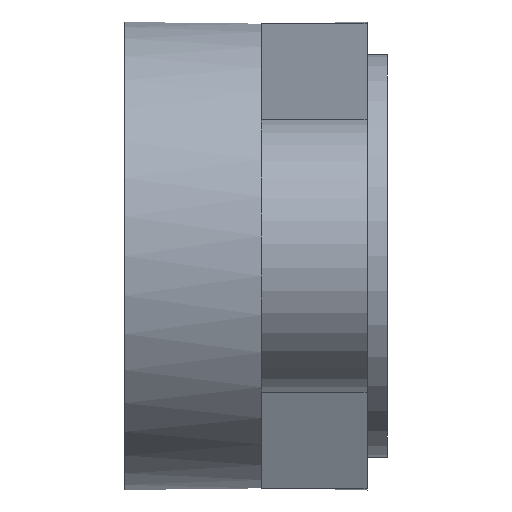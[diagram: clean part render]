
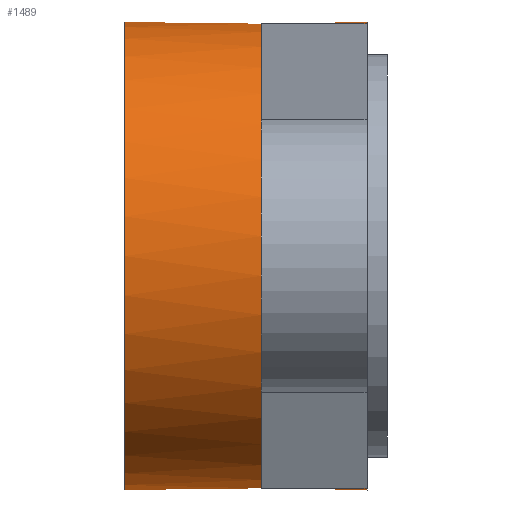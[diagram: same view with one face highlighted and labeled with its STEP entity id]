
A CAD part, left-side view. The second image highlights one B-rep face of the part: STEP entity #1489.
In plain terms, the highlighted cylindrical face has radius 4.394 mm (diameter 8.788 mm), a full revolution.
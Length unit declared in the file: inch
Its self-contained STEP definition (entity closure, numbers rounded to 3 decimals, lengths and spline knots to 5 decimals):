
#77=LINE($,#2151,#241);
#80=LINE($,#2156,#244);
#81=LINE($,#2159,#245);
#86=LINE($,#2170,#250);
#241=VECTOR($,#1725,0.078);
#244=VECTOR($,#1732,0.078);
#245=VECTOR($,#1735,0.078);
#250=VECTOR($,#1746,0.078);
#440=FACE_BOUND($,#603,.T.);
#507=FACE_OUTER_BOUND($,#602,.T.);
#602=EDGE_LOOP($,(#1278,#1279,#1280,#1281,#1282,#1283,#1284,#1285));
#603=EDGE_LOOP($,(#1286));
#618=CIRCLE($,#1513,0.173);
#620=CIRCLE($,#1515,0.173);
#626=CIRCLE($,#1524,0.173);
#629=CIRCLE($,#1534,0.173);
#632=CIRCLE($,#1590,0.173);
#656=VERTEX_POINT($,#2019);
#657=VERTEX_POINT($,#2020);
#660=VERTEX_POINT($,#2026);
#661=VERTEX_POINT($,#2028);
#716=VERTEX_POINT($,#2142);
#717=VERTEX_POINT($,#2143);
#720=VERTEX_POINT($,#2158);
#723=VERTEX_POINT($,#2168);
#774=VERTEX_POINT($,#2374);
#787=EDGE_CURVE($,#656,#657,#618,.T.);
#791=EDGE_CURVE($,#660,#661,#620,.T.);
#847=EDGE_CURVE($,#716,#717,#626,.T.);
#851=EDGE_CURVE($,#657,#717,#77,.T.);
#854=EDGE_CURVE($,#660,#716,#80,.T.);
#855=EDGE_CURVE($,#661,#720,#81,.T.);
#861=EDGE_CURVE($,#656,#723,#86,.T.);
#862=EDGE_CURVE($,#723,#720,#629,.T.);
#961=EDGE_CURVE($,#774,#774,#632,.T.);
#1278=ORIENTED_EDGE($,*,*,#847,.T.);
#1279=ORIENTED_EDGE($,*,*,#851,.F.);
#1280=ORIENTED_EDGE($,*,*,#787,.F.);
#1281=ORIENTED_EDGE($,*,*,#861,.T.);
#1282=ORIENTED_EDGE($,*,*,#862,.T.);
#1283=ORIENTED_EDGE($,*,*,#855,.F.);
#1284=ORIENTED_EDGE($,*,*,#791,.F.);
#1285=ORIENTED_EDGE($,*,*,#854,.T.);
#1286=ORIENTED_EDGE($,*,*,#961,.F.);
#1347=CYLINDRICAL_SURFACE($,#1589,0.173);
#1489=ADVANCED_FACE($,(#507,#440),#1347,.T.);
#1513=AXIS2_PLACEMENT_3D($,#2021,#1643,#1644);
#1515=AXIS2_PLACEMENT_3D($,#2029,#1649,#1650);
#1524=AXIS2_PLACEMENT_3D($,#2144,#1717,#1718);
#1534=AXIS2_PLACEMENT_3D($,#2172,#1749,#1750);
#1589=AXIS2_PLACEMENT_3D($,#2373,#1955,#1956);
#1590=AXIS2_PLACEMENT_3D($,#2375,#1957,#1958);
#1643=DIRECTION('center_axis',(0.,-1.,0.));
#1644=DIRECTION('ref_axis',(1.,0.,0.));
#1649=DIRECTION('center_axis',(0.,-1.,0.));
#1650=DIRECTION('ref_axis',(1.,0.,0.));
#1717=DIRECTION('center_axis',(0.,1.,0.));
#1718=DIRECTION('ref_axis',(1.,0.,0.));
#1725=DIRECTION($,(0.,1.,0.));
#1732=DIRECTION($,(0.,1.,0.));
#1735=DIRECTION($,(0.,1.,0.));
#1746=DIRECTION($,(0.,1.,0.));
#1749=DIRECTION('center_axis',(0.,1.,0.));
#1750=DIRECTION('ref_axis',(1.,0.,0.));
#1955=DIRECTION('center_axis',(0.,1.,0.));
#1956=DIRECTION('ref_axis',(1.,0.,0.));
#1957=DIRECTION('center_axis',(0.,1.,0.));
#1958=DIRECTION('ref_axis',(1.,0.,0.));
#2019=CARTESIAN_POINT('',(0.02183,-0.059,0.17162));
#2020=CARTESIAN_POINT('',(-0.02183,-0.059,0.17162));
#2021=CARTESIAN_POINT('Origin',(0.,-0.059,0.));
#2026=CARTESIAN_POINT('',(-0.02183,-0.059,-0.17162));
#2028=CARTESIAN_POINT('',(0.02183,-0.059,-0.17162));
#2029=CARTESIAN_POINT('Origin',(0.,-0.059,0.));
#2142=CARTESIAN_POINT('',(-0.02183,0.019,-0.17162));
#2143=CARTESIAN_POINT('',(-0.02183,0.019,0.17162));
#2144=CARTESIAN_POINT('Origin',(0.,0.019,0.));
#2151=CARTESIAN_POINT($,(-0.02183,0.,0.17162));
#2156=CARTESIAN_POINT($,(-0.02183,0.,-0.17162));
#2158=CARTESIAN_POINT('',(0.02183,0.019,-0.17162));
#2159=CARTESIAN_POINT($,(0.02183,0.,-0.17162));
#2168=CARTESIAN_POINT('',(0.02183,0.019,0.17162));
#2170=CARTESIAN_POINT($,(0.02183,0.,0.17162));
#2172=CARTESIAN_POINT('Origin',(0.,0.019,0.));
#2373=CARTESIAN_POINT('Origin',(0.,0.,0.));
#2374=CARTESIAN_POINT('',(-0.173,0.12,0.));
#2375=CARTESIAN_POINT('Origin',(0.,0.12,0.));
